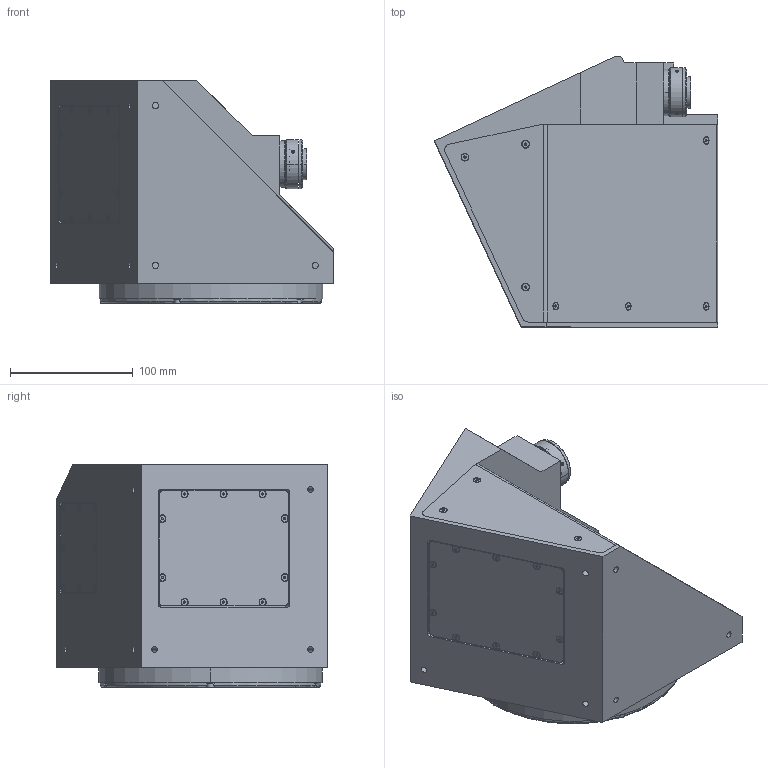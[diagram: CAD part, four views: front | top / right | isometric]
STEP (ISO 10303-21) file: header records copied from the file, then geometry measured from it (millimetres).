
FILE_DESCRIPTION (( 'STEP AP203' ), '1' );
FILE_NAME ('DP27362_TCCR12120.step', '2021-10-26T07:09:59', ( '' ), ( '' ), 'SwSTEP 2.0', 'SolidWorks 2021', '' );
FILE_SCHEMA (( 'CONFIG_CONTROL_DESIGN' ));
Length unit declared in the file: millimetre
Products named in the file (1): DP27362_TCCR12120
Bounding box: 230.64 x 220 x 181.4 mm (x, y, z)
Surface area: 217568.9 mm2 (no closed solid volume)
Topology: 0 solids, 76 shells, 492 faces, 1616 edges, 1134 vertices
Faces by surface type: plane 211, cylinder 144, cone 120, torus 15, sphere 2
Entity records: 17616 total; most frequent: CARTESIAN_POINT 3499, DIRECTION 3095, ORIENTED_EDGE 2413, EDGE_CURVE 1562, VERTEX_POINT 1134, AXIS2_PLACEMENT_3D 1072, VECTOR 951, LINE 951
